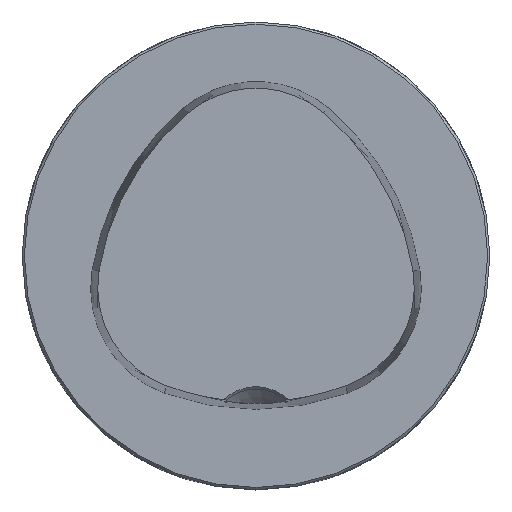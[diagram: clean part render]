
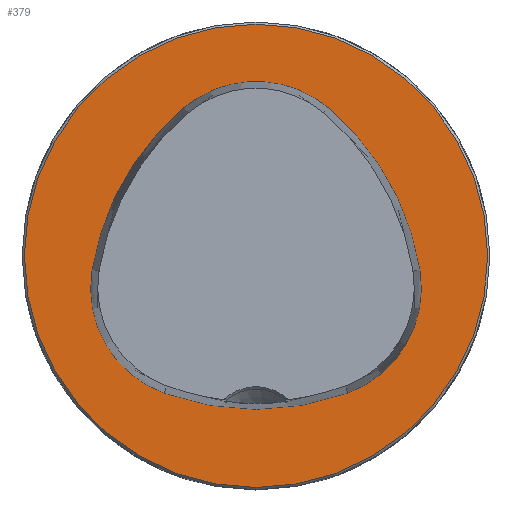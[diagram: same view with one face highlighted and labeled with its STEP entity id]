
A CAD part, top view. The second image highlights one B-rep face of the part: STEP entity #379.
In plain terms, the highlighted planar face has unit normal (0, 0, 1).
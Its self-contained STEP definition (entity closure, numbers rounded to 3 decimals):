
#44=PLANE('',#1493);
#379=ADVANCED_FACE('CU_E_LO_SU_1',(#496,#497),#44,.T.);
#496=FACE_BOUND('',#582,.T.);
#497=FACE_BOUND('',#583,.T.);
#582=EDGE_LOOP('',(#754,#755,#756,#757,#758,#759));
#583=EDGE_LOOP('',(#760));
#754=ORIENTED_EDGE('',*,*,#1252,.F.);
#755=ORIENTED_EDGE('',*,*,#1253,.F.);
#756=ORIENTED_EDGE('',*,*,#1254,.F.);
#757=ORIENTED_EDGE('',*,*,#1255,.F.);
#758=ORIENTED_EDGE('',*,*,#1249,.F.);
#759=ORIENTED_EDGE('',*,*,#1256,.F.);
#760=ORIENTED_EDGE('',*,*,#1257,.T.);
#1113=VERTEX_POINT('',#2363);
#1114=VERTEX_POINT('',#2365);
#1116=VERTEX_POINT('',#2371);
#1117=VERTEX_POINT('',#2372);
#1118=VERTEX_POINT('',#2374);
#1119=VERTEX_POINT('',#2376);
#1120=VERTEX_POINT('',#2380);
#1249=EDGE_CURVE('',#1113,#1114,#1392,.T.);
#1252=EDGE_CURVE('',#1116,#1117,#1394,.T.);
#1253=EDGE_CURVE('',#1118,#1116,#1395,.T.);
#1254=EDGE_CURVE('',#1119,#1118,#1396,.T.);
#1255=EDGE_CURVE('',#1114,#1119,#1397,.T.);
#1256=EDGE_CURVE('',#1117,#1113,#1398,.T.);
#1257=EDGE_CURVE('',#1120,#1120,#1399,.T.);
#1392=CIRCLE('',#1484,36.075);
#1394=CIRCLE('',#1487,36.075);
#1395=CIRCLE('',#1488,15.075);
#1396=CIRCLE('',#1489,36.075);
#1397=CIRCLE('',#1490,15.075);
#1398=CIRCLE('',#1491,15.075);
#1399=CIRCLE('',#1492,31.2);
#1484=AXIS2_PLACEMENT_3D('',#2364,#1667,#1668);
#1487=AXIS2_PLACEMENT_3D('',#2370,#1674,#1675);
#1488=AXIS2_PLACEMENT_3D('',#2373,#1676,#1677);
#1489=AXIS2_PLACEMENT_3D('',#2375,#1678,#1679);
#1490=AXIS2_PLACEMENT_3D('',#2377,#1680,#1681);
#1491=AXIS2_PLACEMENT_3D('',#2378,#1682,#1683);
#1492=AXIS2_PLACEMENT_3D('',#2379,#1684,#1685);
#1493=AXIS2_PLACEMENT_3D('',#2381,#1686,#1687);
#1667=DIRECTION('',(0.,0.,1.));
#1668=DIRECTION('',(1.,0.,0.));
#1674=DIRECTION('',(0.,0.,1.));
#1675=DIRECTION('',(1.,0.,0.));
#1676=DIRECTION('',(0.,0.,1.));
#1677=DIRECTION('',(1.,0.,0.));
#1678=DIRECTION('',(0.,0.,1.));
#1679=DIRECTION('',(1.,0.,0.));
#1680=DIRECTION('',(0.,0.,1.));
#1681=DIRECTION('',(1.,0.,0.));
#1682=DIRECTION('',(0.,0.,1.));
#1683=DIRECTION('',(1.,0.,0.));
#1684=DIRECTION('',(0.,0.,1.));
#1685=DIRECTION('',(1.,0.,0.));
#1686=DIRECTION('',(0.,0.,1.));
#1687=DIRECTION('',(1.,0.,0.));
#2363=CARTESIAN_POINT('',(-12.368,-18.489,0.));
#2364=CARTESIAN_POINT('',(0.,15.4,0.));
#2365=CARTESIAN_POINT('',(12.368,-18.489,0.));
#2370=CARTESIAN_POINT('',(13.535,-7.656,0.));
#2371=CARTESIAN_POINT('',(-9.716,19.927,0.));
#2372=CARTESIAN_POINT('',(-22.084,-1.937,0.));
#2373=CARTESIAN_POINT('',(0.,8.4,0.));
#2374=CARTESIAN_POINT('',(9.716,19.927,0.));
#2375=CARTESIAN_POINT('',(-13.535,-7.656,0.));
#2376=CARTESIAN_POINT('',(22.084,-1.937,0.));
#2377=CARTESIAN_POINT('',(7.2,-4.327,0.));
#2378=CARTESIAN_POINT('',(-7.2,-4.327,0.));
#2379=CARTESIAN_POINT('',(0.,0.,0.));
#2380=CARTESIAN_POINT('',(31.2,0.,0.));
#2381=CARTESIAN_POINT('',(0.,0.,0.));
